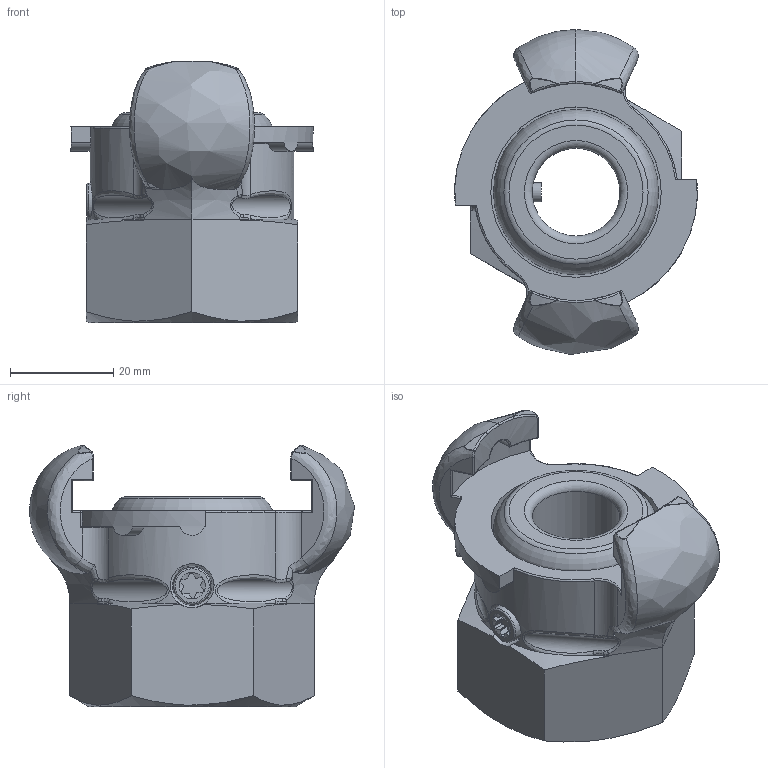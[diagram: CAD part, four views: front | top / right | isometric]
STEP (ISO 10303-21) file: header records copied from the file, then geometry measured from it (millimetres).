
FILE_DESCRIPTION(/* description */ ('INNENGEWINDEKUPPLUNG'),/* implementation_level */ '2;1');
FILE_NAME(/* name */ 'kim_10.stp',/* time_stamp */ '2020-04-07T13:30:50+02:00',/* author */ ('meier'),/* organization */ (''),/* preprocessor_version */ 'ST-DEVELOPER v17',/* originating_system */ 'Autodesk Inventor 2018',/* authorisation */ '');
FILE_SCHEMA (('AUTOMOTIVE_DESIGN { 1 0 10303 214 3 1 1 }'));
Length unit declared in the file: millimetre
Products named in the file (5): ENG-004385; ENG-001484; SCHRAUBE 21; 20050330B0000013-00; 20050330B0000000-00
Assembly tree (4 placements, depth 2):
  ENG-004385
    ENG-001484
    SCHRAUBE 21
    20050330B0000013-00
    20050330B0000000-00
Bounding box: 47 x 62.95 x 50.61 mm (x, y, z)
Volume: 37728.1 mm3; surface area: 20245.6 mm2
Topology: 4 solids, 4 shells, 253 faces, 667 edges, 418 vertices
Faces by surface type: cylinder 86, bspline 68, plane 48, torus 21, sphere 16, cone 14
Full cylindrical faces by diameter (mm): 3.7 x1, 4 x1, 4.134 x1, 4.456 x1, 8.5 x1, 17 x1, 18.5 x1, 21 x1, 23 x1, 28 x1, 30.291 x1, 33 x1
Entity records: 11672 total; most frequent: CARTESIAN_POINT 5585, ORIENTED_EDGE 1318, DIRECTION 1044, EDGE_CURVE 659, AXIS2_PLACEMENT_3D 443, VERTEX_POINT 418, EDGE_LOOP 267, FACE_OUTER_BOUND 253
